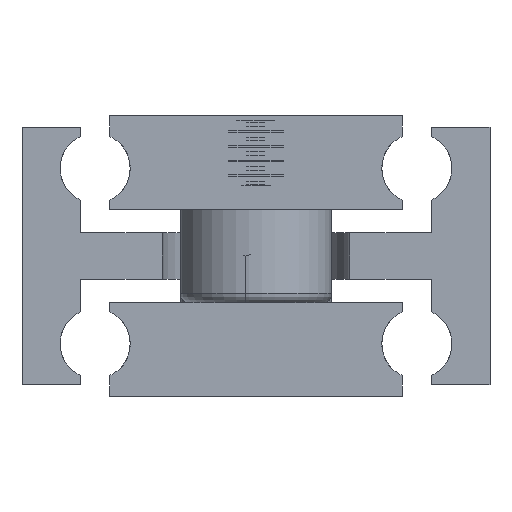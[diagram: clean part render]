
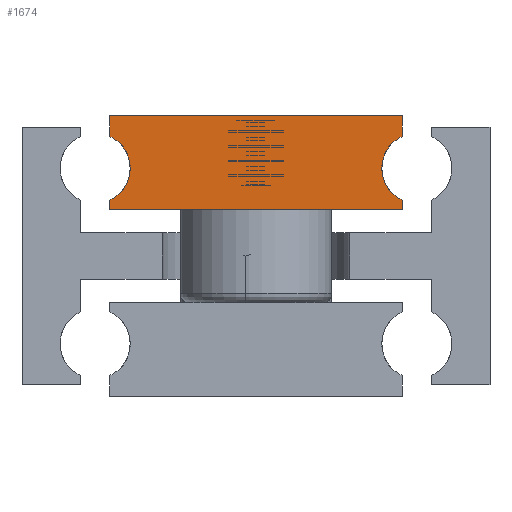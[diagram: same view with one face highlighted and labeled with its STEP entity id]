
A CAD part, front view. The second image highlights one B-rep face of the part: STEP entity #1674.
In plain terms, the highlighted planar face has unit normal (0, -1, 0).
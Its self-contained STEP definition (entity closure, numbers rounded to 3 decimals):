
#108=PLANE('',#1886);
#210=FACE_OUTER_BOUND('',#326,.T.);
#326=EDGE_LOOP('',(#1427,#1428,#1429,#1430,#1431,#1432,#1433,#1434));
#456=LINE('',#2977,#594);
#457=LINE('',#2980,#595);
#465=LINE('',#2995,#603);
#466=LINE('',#2998,#604);
#468=LINE('',#3001,#606);
#469=LINE('',#3003,#607);
#594=VECTOR('',#2256,1.773);
#595=VECTOR('',#2259,0.773);
#603=VECTOR('',#2273,0.773);
#604=VECTOR('',#2276,1.773);
#606=VECTOR('',#2280,25.);
#607=VECTOR('',#2283,25.);
#654=CIRCLE('',#1837,3.);
#655=CIRCLE('',#1839,3.);
#784=VERTEX_POINT('',#2808);
#785=VERTEX_POINT('',#2810);
#788=VERTEX_POINT('',#2852);
#789=VERTEX_POINT('',#2853);
#819=VERTEX_POINT('',#2975);
#820=VERTEX_POINT('',#2979);
#824=VERTEX_POINT('',#2993);
#825=VERTEX_POINT('',#2997);
#973=EDGE_CURVE('',#785,#784,#654,.T.);
#977=EDGE_CURVE('',#788,#789,#655,.T.);
#1022=EDGE_CURVE('',#819,#789,#456,.T.);
#1023=EDGE_CURVE('',#788,#820,#457,.T.);
#1031=EDGE_CURVE('',#824,#784,#465,.T.);
#1032=EDGE_CURVE('',#785,#825,#466,.T.);
#1034=EDGE_CURVE('',#820,#824,#468,.T.);
#1035=EDGE_CURVE('',#825,#819,#469,.T.);
#1427=ORIENTED_EDGE('',*,*,#977,.T.);
#1428=ORIENTED_EDGE('',*,*,#1022,.F.);
#1429=ORIENTED_EDGE('',*,*,#1035,.F.);
#1430=ORIENTED_EDGE('',*,*,#1032,.F.);
#1431=ORIENTED_EDGE('',*,*,#973,.T.);
#1432=ORIENTED_EDGE('',*,*,#1031,.F.);
#1433=ORIENTED_EDGE('',*,*,#1034,.F.);
#1434=ORIENTED_EDGE('',*,*,#1023,.F.);
#1674=ADVANCED_FACE('',(#210),#108,.F.);
#1837=AXIS2_PLACEMENT_3D('',#2811,#2154,#2155);
#1839=AXIS2_PLACEMENT_3D('',#2854,#2159,#2160);
#1886=AXIS2_PLACEMENT_3D('',#3004,#2284,#2285);
#2154=DIRECTION('center_axis',(0.,1.,0.));
#2155=DIRECTION('ref_axis',(1.,0.,0.));
#2159=DIRECTION('center_axis',(0.,1.,0.));
#2160=DIRECTION('ref_axis',(1.,0.,0.));
#2256=DIRECTION('',(0.,0.,-1.));
#2259=DIRECTION('',(0.,0.,-1.));
#2273=DIRECTION('',(0.,0.,1.));
#2276=DIRECTION('',(0.,0.,1.));
#2280=DIRECTION('',(-1.,0.,0.));
#2283=DIRECTION('',(1.,0.,0.));
#2284=DIRECTION('center_axis',(0.,1.,0.));
#2285=DIRECTION('ref_axis',(0.,0.,1.));
#2808=CARTESIAN_POINT('',(-12.5,-375.,-2.727));
#2810=CARTESIAN_POINT('',(-12.5,-375.,2.727));
#2811=CARTESIAN_POINT('Origin',(-13.75,-375.,0.));
#2852=CARTESIAN_POINT('',(12.5,-375.,-2.727));
#2853=CARTESIAN_POINT('',(12.5,-375.,2.727));
#2854=CARTESIAN_POINT('Origin',(13.75,-375.,0.));
#2975=CARTESIAN_POINT('',(12.5,-375.,4.5));
#2977=CARTESIAN_POINT('',(12.5,-375.,4.5));
#2979=CARTESIAN_POINT('',(12.5,-375.,-3.5));
#2980=CARTESIAN_POINT('',(12.5,-375.,-2.727));
#2993=CARTESIAN_POINT('',(-12.5,-375.,-3.5));
#2995=CARTESIAN_POINT('',(-12.5,-375.,-3.5));
#2997=CARTESIAN_POINT('',(-12.5,-375.,4.5));
#2998=CARTESIAN_POINT('',(-12.5,-375.,2.727));
#3001=CARTESIAN_POINT('',(12.5,-375.,-3.5));
#3003=CARTESIAN_POINT('',(-12.5,-375.,4.5));
#3004=CARTESIAN_POINT('Origin',(0.,-375.,0.5));
